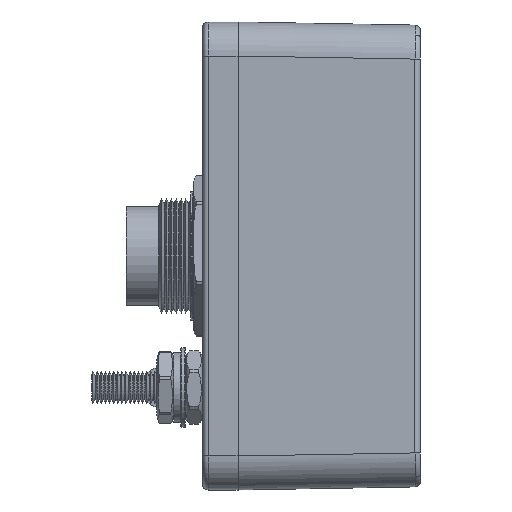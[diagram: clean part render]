
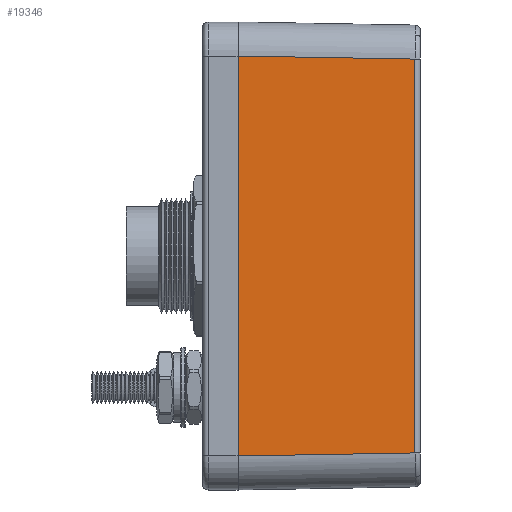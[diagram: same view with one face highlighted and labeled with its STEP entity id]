
A CAD part, left-side view. The second image highlights one B-rep face of the part: STEP entity #19346.
In plain terms, the highlighted planar face has unit normal (-1, -0.018, 0).
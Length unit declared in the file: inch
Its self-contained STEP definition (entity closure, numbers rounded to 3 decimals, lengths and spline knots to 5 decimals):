
#574 = CARTESIAN_POINT ( 'NONE',  ( -2.25806, -0.97052, 1.08507 ) ) ;
#578 = EDGE_CURVE ( 'NONE', #16415, #3394, #4999, .T. ) ;
#820 = CARTESIAN_POINT ( 'NONE',  ( -2.275, 0., 1.10253 ) ) ;
#1132 = VECTOR ( 'NONE', #1985, 39.37008 ) ;
#1390 = VERTEX_POINT ( 'NONE', #4852 ) ;
#1927 = ORIENTED_EDGE ( 'NONE', *, *, #3153, .T. ) ;
#1985 = DIRECTION ( 'NONE',  ( 0., 0., 1. ) ) ;
#2886 = PLANE ( 'NONE',  #16149 ) ;
#3153 = EDGE_CURVE ( 'NONE', #16415, #17956, #12699, .T. ) ;
#3394 = VERTEX_POINT ( 'NONE', #820 ) ;
#3484 = EDGE_CURVE ( 'NONE', #1390, #3394, #10757, .T. ) ;
#4852 = CARTESIAN_POINT ( 'NONE',  ( -2.25806, -0.97052, 1.08559 ) ) ;
#4999 = LINE ( 'NONE', #11022, #6712 ) ;
#5731 = EDGE_LOOP ( 'NONE', ( #1927, #17902, #9788, #6070 ) ) ;
#6052 = DIRECTION ( 'NONE',  ( -1., -0.017, 0. ) ) ;
#6070 = ORIENTED_EDGE ( 'NONE', *, *, #578, .F. ) ;
#6712 = VECTOR ( 'NONE', #9629, 39.37008 ) ;
#7737 = DIRECTION ( 'NONE',  ( 0.017, -1., 0.017 ) ) ;
#8005 = CARTESIAN_POINT ( 'NONE',  ( -2.27427, -0.04174, -1.1018 ) ) ;
#9629 = DIRECTION ( 'NONE',  ( 0., 0., 1. ) ) ;
#9788 = ORIENTED_EDGE ( 'NONE', *, *, #3484, .T. ) ;
#10757 = LINE ( 'NONE', #15330, #18455 ) ;
#11022 = CARTESIAN_POINT ( 'NONE',  ( -2.275, 0., 1.29 ) ) ;
#11300 = LINE ( 'NONE', #574, #1132 ) ;
#12699 = LINE ( 'NONE', #8005, #17277 ) ;
#13205 = CARTESIAN_POINT ( 'NONE',  ( -2.275, 0., -1.10253 ) ) ;
#13699 = CARTESIAN_POINT ( 'NONE',  ( -2.275, 0., 1.29 ) ) ;
#13898 = EDGE_CURVE ( 'NONE', #17956, #1390, #11300, .T. ) ;
#13959 = FACE_OUTER_BOUND ( 'NONE', #5731, .T. ) ;
#15250 = DIRECTION ( 'NONE',  ( 0.017, -1., 0. ) ) ;
#15330 = CARTESIAN_POINT ( 'NONE',  ( -2.27506, 0.00327, 1.10259 ) ) ;
#16149 = AXIS2_PLACEMENT_3D ( 'NONE', #13699, #6052, #15250 ) ;
#16415 = VERTEX_POINT ( 'NONE', #13205 ) ;
#16798 = DIRECTION ( 'NONE',  ( -0.017, 1., 0.017 ) ) ;
#17277 = VECTOR ( 'NONE', #7737, 39.37008 ) ;
#17788 = CARTESIAN_POINT ( 'NONE',  ( -2.25806, -0.97052, -1.08559 ) ) ;
#17902 = ORIENTED_EDGE ( 'NONE', *, *, #13898, .T. ) ;
#17956 = VERTEX_POINT ( 'NONE', #17788 ) ;
#18455 = VECTOR ( 'NONE', #16798, 39.37008 ) ;
#19346 = ADVANCED_FACE ( 'NONE', ( #13959 ), #2886, .T. ) ;
